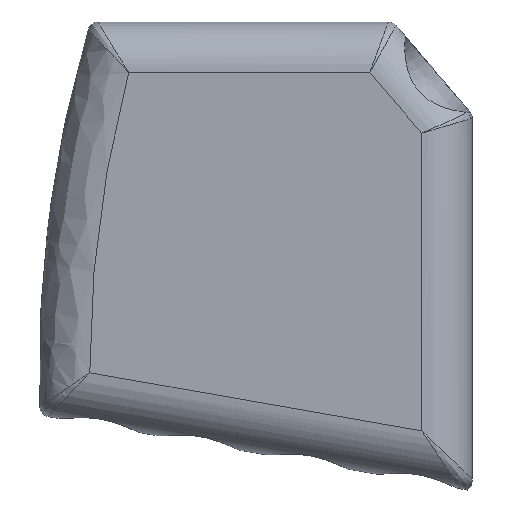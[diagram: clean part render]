
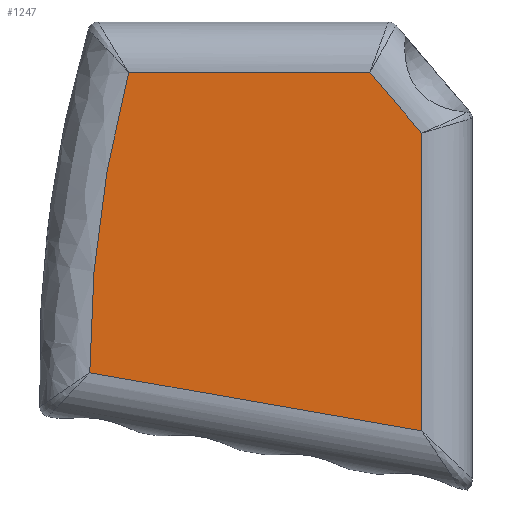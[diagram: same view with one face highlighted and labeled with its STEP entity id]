
A CAD part, front view. The second image highlights one B-rep face of the part: STEP entity #1247.
In plain terms, the highlighted face is planar.
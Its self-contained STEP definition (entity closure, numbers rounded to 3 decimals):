
#123 = LINE ( 'NONE', #1777, #664 ) ;
#131 = B_SPLINE_CURVE_WITH_KNOTS ( 'NONE', 3,
 ( #1843, #1460, #2514, #1263, #212, #2094, #1020, #1650 ),
 .UNSPECIFIED., .F., .F.,
 ( 4, 2, 2, 4 ),
 ( 0., 0.015, 0.03, 0.06 ),
 .UNSPECIFIED. ) ;
#150 = AXIS2_PLACEMENT_3D ( 'NONE', #2344, #1538, #2549 ) ;
#212 = CARTESIAN_POINT ( 'NONE',  ( -15., -62.454, -56.54 ) ) ;
#400 = VECTOR ( 'NONE', #1374, 1000. ) ;
#532 = ORIENTED_EDGE ( 'NONE', *, *, #2334, .T. ) ;
#551 = LINE ( 'NONE', #958, #878 ) ;
#561 = VERTEX_POINT ( 'NONE', #1889 ) ;
#570 = EDGE_CURVE ( 'NONE', #1155, #2041, #131, .T. ) ;
#657 = EDGE_CURVE ( 'NONE', #2041, #2149, #123, .T. ) ;
#664 = VECTOR ( 'NONE', #941, 1000. ) ;
#690 = FACE_OUTER_BOUND ( 'NONE', #2317, .T. ) ;
#693 = EDGE_CURVE ( 'NONE', #2149, #561, #726, .T. ) ;
#709 = VERTEX_POINT ( 'NONE', #769 ) ;
#726 = LINE ( 'NONE', #1764, #400 ) ;
#767 = ORIENTED_EDGE ( 'NONE', *, *, #570, .T. ) ;
#769 = CARTESIAN_POINT ( 'NONE',  ( -15., -9.472, -81.103 ) ) ;
#878 = VECTOR ( 'NONE', #1826, 1000. ) ;
#891 = LINE ( 'NONE', #1088, #1344 ) ;
#928 = CARTESIAN_POINT ( 'NONE',  ( -15., 0.835, -10.006 ) ) ;
#941 = DIRECTION ( 'NONE',  ( 0., 0.985, 0.172 ) ) ;
#958 = CARTESIAN_POINT ( 'NONE',  ( -15., -22.177, -95.979 ) ) ;
#1020 = CARTESIAN_POINT ( 'NONE',  ( -15., -65.023, -31.581 ) ) ;
#1088 = CARTESIAN_POINT ( 'NONE',  ( -15., -73.058, -81.103 ) ) ;
#1155 = VERTEX_POINT ( 'NONE', #1800 ) ;
#1230 = EDGE_CURVE ( 'NONE', #709, #1155, #891, .T. ) ;
#1247 = ADVANCED_FACE ( 'NONE', ( #690 ), #1312, .F. ) ;
#1263 = CARTESIAN_POINT ( 'NONE',  ( -15., -61.645, -61.494 ) ) ;
#1312 = PLANE ( 'NONE',  #150 ) ;
#1344 = VECTOR ( 'NONE', #2538, 1000. ) ;
#1374 = DIRECTION ( 'NONE',  ( 0., 0., -1. ) ) ;
#1460 = CARTESIAN_POINT ( 'NONE',  ( -15., -58.576, -76.246 ) ) ;
#1538 = DIRECTION ( 'NONE',  ( 1., 0., 0. ) ) ;
#1650 = CARTESIAN_POINT ( 'NONE',  ( -15., -65.013, -21.532 ) ) ;
#1764 = CARTESIAN_POINT ( 'NONE',  ( -15., 0.835, -52.522 ) ) ;
#1777 = CARTESIAN_POINT ( 'NONE',  ( -15., -78.082, -23.819 ) ) ;
#1800 = CARTESIAN_POINT ( 'NONE',  ( -15., -57.29, -81.103 ) ) ;
#1826 = DIRECTION ( 'NONE',  ( 0., -0.649, -0.76 ) ) ;
#1843 = CARTESIAN_POINT ( 'NONE',  ( -15., -57.29, -81.103 ) ) ;
#1849 = ORIENTED_EDGE ( 'NONE', *, *, #693, .T. ) ;
#1889 = CARTESIAN_POINT ( 'NONE',  ( -15., 0.835, -69.036 ) ) ;
#2041 = VERTEX_POINT ( 'NONE', #2588 ) ;
#2094 = CARTESIAN_POINT ( 'NONE',  ( -15., -64.391, -41.591 ) ) ;
#2149 = VERTEX_POINT ( 'NONE', #928 ) ;
#2317 = EDGE_LOOP ( 'NONE', ( #532, #2482, #767, #2556, #1849 ) ) ;
#2334 = EDGE_CURVE ( 'NONE', #561, #709, #551, .T. ) ;
#2344 = CARTESIAN_POINT ( 'NONE',  ( -15., -73.058, -52.522 ) ) ;
#2482 = ORIENTED_EDGE ( 'NONE', *, *, #1230, .T. ) ;
#2514 = CARTESIAN_POINT ( 'NONE',  ( -15., -59.707, -71.347 ) ) ;
#2538 = DIRECTION ( 'NONE',  ( 0., -1., 0. ) ) ;
#2549 = DIRECTION ( 'NONE',  ( 0., 0., -1. ) ) ;
#2556 = ORIENTED_EDGE ( 'NONE', *, *, #657, .T. ) ;
#2588 = CARTESIAN_POINT ( 'NONE',  ( -15., -65.013, -21.532 ) ) ;
